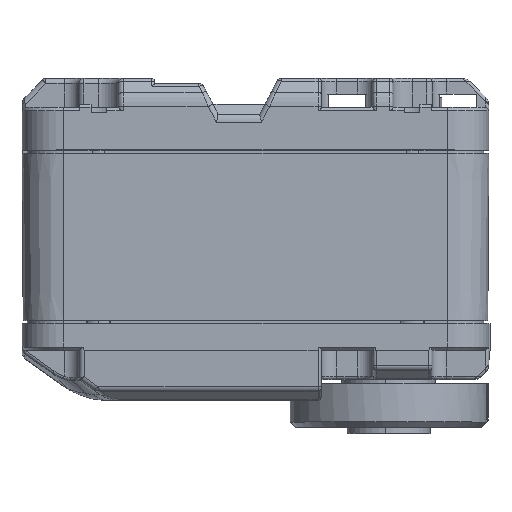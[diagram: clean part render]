
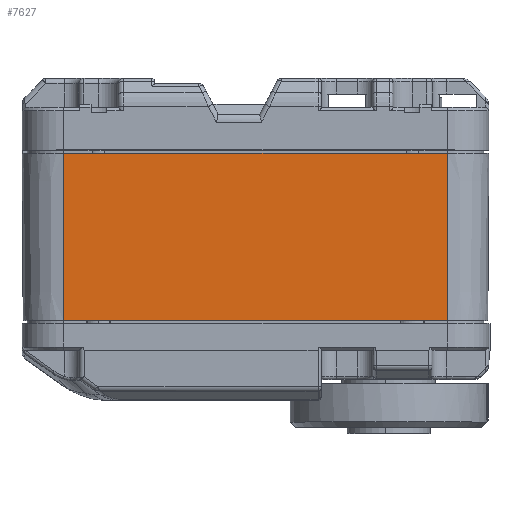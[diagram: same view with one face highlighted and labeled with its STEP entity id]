
A CAD part, top view. The second image highlights one B-rep face of the part: STEP entity #7627.
In plain terms, the highlighted planar face has unit normal (0, -0.007, 1).
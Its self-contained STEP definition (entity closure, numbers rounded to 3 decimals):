
#2367=DIRECTION('',(-1.,0.,0.));
#2368=VECTOR('',#2367,37.);
#2369=CARTESIAN_POINT('',(31.7,15.8,12.));
#2370=LINE('',#2369,#2368);
#2476=DIRECTION('',(0.,1.,0.007));
#2477=VECTOR('',#2476,16.1);
#2478=CARTESIAN_POINT('',(31.7,-0.3,11.888));
#2479=LINE('',#2478,#2477);
#2480=DIRECTION('',(-1.,0.,0.));
#2481=VECTOR('',#2480,37.);
#2482=CARTESIAN_POINT('',(31.7,-0.3,11.888));
#2483=LINE('',#2482,#2481);
#2484=DIRECTION('',(0.,-1.,-0.007));
#2485=VECTOR('',#2484,16.1);
#2486=CARTESIAN_POINT('',(-5.3,15.8,12.));
#2487=LINE('',#2486,#2485);
#4493=CARTESIAN_POINT('',(-5.3,-0.3,
11.888));
#4494=VERTEX_POINT('',#4493);
#4495=CARTESIAN_POINT('',(31.7,-0.3,11.888));
#4496=VERTEX_POINT('',#4495);
#4567=CARTESIAN_POINT('',(31.7,15.8,12.));
#4568=VERTEX_POINT('',#4567);
#4569=CARTESIAN_POINT('',(-5.3,15.8,12.));
#4570=VERTEX_POINT('',#4569);
#7615=CARTESIAN_POINT('',(-10.949,15.8,12.));
#7616=DIRECTION('',(0.,-0.007,1.));
#7617=DIRECTION('',(1.,0.,0.));
#7618=AXIS2_PLACEMENT_3D('',#7615,#7616,#7617);
#7619=PLANE('',#7618);
#7620=ORIENTED_EDGE('',*,*,#7420,.F.);
#7621=ORIENTED_EDGE('',*,*,#7610,.F.);
#7622=ORIENTED_EDGE('',*,*,#7286,.T.);
#7624=ORIENTED_EDGE('',*,*,#7623,.F.);
#7625=EDGE_LOOP('',(#7620,#7621,#7622,#7624));
#7626=FACE_OUTER_BOUND('',#7625,.F.);
#7627=ADVANCED_FACE('',(#7626),#7619,.T.);
#7286=EDGE_CURVE('',#4496,#4494,#2483,.T.);
#7420=EDGE_CURVE('',#4568,#4570,#2370,.T.);
#7610=EDGE_CURVE('',#4496,#4568,#2479,.T.);
#7623=EDGE_CURVE('',#4570,#4494,#2487,.T.);
